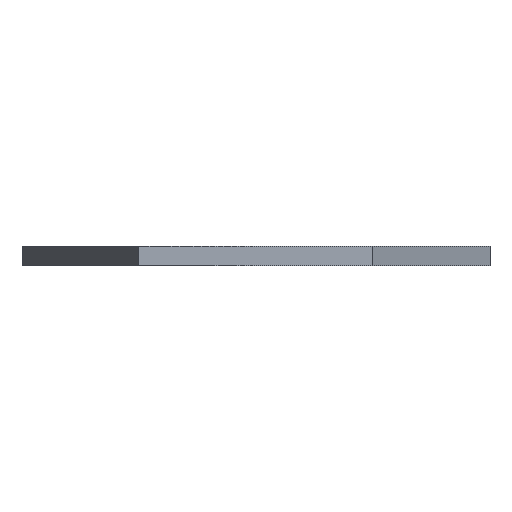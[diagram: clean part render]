
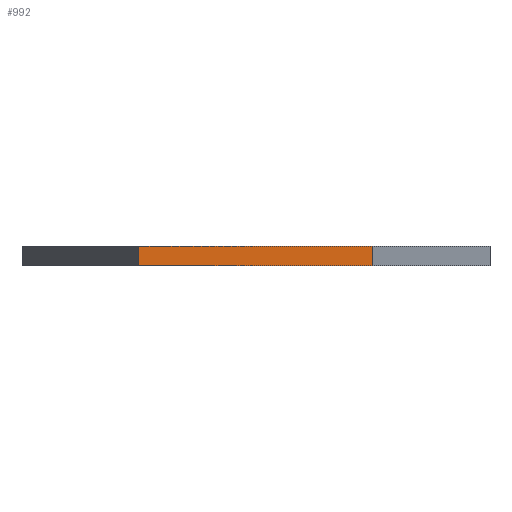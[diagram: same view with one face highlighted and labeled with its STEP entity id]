
A CAD part, left-side view. The second image highlights one B-rep face of the part: STEP entity #992.
In plain terms, the highlighted planar face has unit normal (-1, 0, 0).
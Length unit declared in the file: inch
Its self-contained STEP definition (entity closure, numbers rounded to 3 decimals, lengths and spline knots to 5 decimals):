
#929=CARTESIAN_POINT('',(-3.75,0.75,0.25));
#930=VERTEX_POINT('',#929);
#937=CARTESIAN_POINT('',(-3.75,0.75,0.0));
#938=VERTEX_POINT('',#937);
#939=CARTESIAN_POINT('',(-3.75,0.75,0.0));
#940=DIRECTION('',(0.0,0.0,1.0));
#941=VECTOR('',#940,0.25);
#942=LINE('',#939,#941);
#943=EDGE_CURVE('',#938,#930,#942,.T.);
#962=CARTESIAN_POINT('',(-3.75,0.75,0.0));
#963=DIRECTION('',(-1.0,0.0,0.0));
#964=DIRECTION('',(0.0,0.0,1.0));
#965=AXIS2_PLACEMENT_3D('',#962,#963,#964);
#966=PLANE('',#965);
#967=CARTESIAN_POINT('',(-3.75,3.75,0.25));
#968=VERTEX_POINT('',#967);
#969=CARTESIAN_POINT('',(-3.75,0.75,0.25));
#970=DIRECTION('',(0.0,1.0,0.0));
#971=VECTOR('',#970,3.0);
#972=LINE('',#969,#971);
#973=EDGE_CURVE('',#930,#968,#972,.T.);
#974=ORIENTED_EDGE('',*,*,#973,.T.);
#975=CARTESIAN_POINT('',(-3.75,3.75,0.0));
#976=VERTEX_POINT('',#975);
#977=CARTESIAN_POINT('',(-3.75,3.75,0.0));
#978=DIRECTION('',(0.0,0.0,1.0));
#979=VECTOR('',#978,0.25);
#980=LINE('',#977,#979);
#981=EDGE_CURVE('',#976,#968,#980,.T.);
#982=ORIENTED_EDGE('',*,*,#981,.F.);
#983=CARTESIAN_POINT('',(-3.75,3.75,0.0));
#984=DIRECTION('',(0.0,-1.0,0.0));
#985=VECTOR('',#984,3.0);
#986=LINE('',#983,#985);
#987=EDGE_CURVE('',#976,#938,#986,.T.);
#988=ORIENTED_EDGE('',*,*,#987,.T.);
#989=ORIENTED_EDGE('',*,*,#943,.T.);
#990=EDGE_LOOP('',(#974,#982,#988,#989));
#991=FACE_OUTER_BOUND('',#990,.T.);
#992=ADVANCED_FACE('',(#991),#966,.T.);
